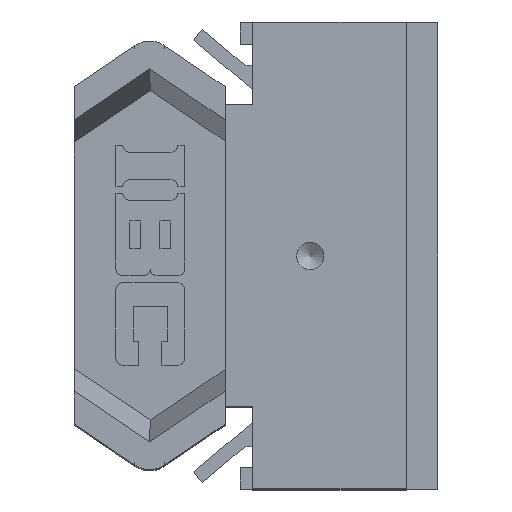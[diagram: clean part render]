
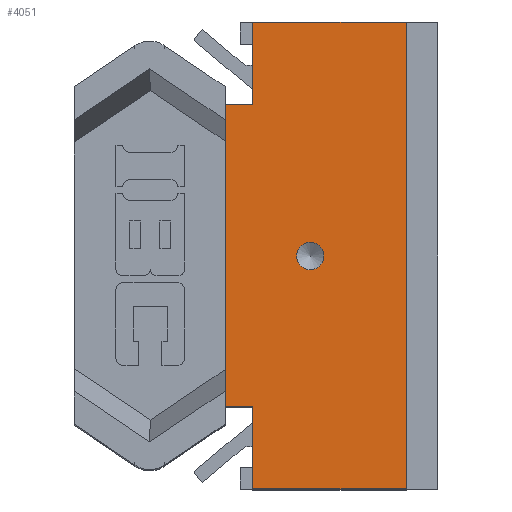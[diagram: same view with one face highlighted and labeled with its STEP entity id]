
A CAD part, left-side view. The second image highlights one B-rep face of the part: STEP entity #4051.
In plain terms, the highlighted face is planar.
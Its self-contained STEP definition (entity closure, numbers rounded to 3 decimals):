
#1727=CARTESIAN_POINT('',(5.5,-2.647,2.));
#1728=VERTEX_POINT('',#1727);
#1735=CARTESIAN_POINT('',(5.43,-2.751,2.));
#1736=VERTEX_POINT('',#1735);
#1737=CARTESIAN_POINT('',(5.5,-2.647,2.));
#1738=DIRECTION('',(-0.559,-0.829,0.));
#1739=VECTOR('',#1738,0.125);
#1740=LINE('',#1737,#1739);
#1741=EDGE_CURVE('',#1728,#1736,#1740,.T.);
#1987=CARTESIAN_POINT('',(-5.431,-2.751,2.));
#1988=VERTEX_POINT('',#1987);
#1995=CARTESIAN_POINT('',(-5.5,-2.649,2.));
#1996=VERTEX_POINT('',#1995);
#1997=CARTESIAN_POINT('',(-5.431,-2.751,2.));
#1998=DIRECTION('',(-0.559,0.829,0.));
#1999=VECTOR('',#1998,0.123);
#2000=LINE('',#1997,#1999);
#2001=EDGE_CURVE('',#1988,#1996,#2000,.T.);
#3689=CARTESIAN_POINT('',(-4.164,-2.751,2.0));
#3690=VERTEX_POINT('',#3689);
#3691=CARTESIAN_POINT('',(4.159,-2.751,2.0));
#3692=VERTEX_POINT('',#3691);
#3693=CARTESIAN_POINT('',(-4.164,-2.751,2.0));
#3694=DIRECTION('',(1.0,0.0,0.0));
#3695=VECTOR('',#3694,8.323);
#3696=LINE('',#3693,#3695);
#3697=EDGE_CURVE('',#3690,#3692,#3696,.T.);
#3815=CARTESIAN_POINT('',(-0.477,-5.851,1.999));
#3816=VERTEX_POINT('',#3815);
#3817=CARTESIAN_POINT('',(0.023,-5.851,1.999));
#3818=DIRECTION('',(0.0,0.,1.));
#3819=DIRECTION('',(-1.0,0.0,0.0));
#3820=AXIS2_PLACEMENT_3D('',#3817,#3818,#3819);
#3821=CIRCLE('',#3820,0.5);
#3822=EDGE_CURVE('',#3816,#3816,#3821,.T.);
#3832=CARTESIAN_POINT('',(-5.5,-3.751,2.));
#3833=VERTEX_POINT('',#3832);
#3842=CARTESIAN_POINT('',(-8.5,-3.751,2.));
#3843=VERTEX_POINT('',#3842);
#3844=CARTESIAN_POINT('',(-5.5,-3.751,2.));
#3845=DIRECTION('',(-1.0,0.0,0.0));
#3846=VECTOR('',#3845,3.);
#3847=LINE('',#3844,#3846);
#3848=EDGE_CURVE('',#3833,#3843,#3847,.T.);
#3874=CARTESIAN_POINT('',(5.5,-3.751,2.));
#3875=VERTEX_POINT('',#3874);
#3890=CARTESIAN_POINT('',(8.5,-3.751,2.));
#3891=VERTEX_POINT('',#3890);
#3898=CARTESIAN_POINT('',(8.5,-3.751,2.));
#3899=DIRECTION('',(-1.0,0.0,0.0));
#3900=VECTOR('',#3899,3.0);
#3901=LINE('',#3898,#3900);
#3902=EDGE_CURVE('',#3891,#3875,#3901,.T.);
#3914=CARTESIAN_POINT('',(8.5,-9.351,1.997));
#3915=VERTEX_POINT('',#3914);
#3922=CARTESIAN_POINT('',(8.5,-3.751,2.));
#3923=DIRECTION('',(0.0,-1.,0.));
#3924=VECTOR('',#3923,5.6);
#3925=LINE('',#3922,#3924);
#3926=EDGE_CURVE('',#3891,#3915,#3925,.T.);
#3943=CARTESIAN_POINT('',(-8.5,-9.351,1.997));
#3944=VERTEX_POINT('',#3943);
#3960=CARTESIAN_POINT('',(-8.5,-3.751,2.));
#3961=DIRECTION('',(0.0,-1.,0.));
#3962=VECTOR('',#3961,5.6);
#3963=LINE('',#3960,#3962);
#3964=EDGE_CURVE('',#3843,#3944,#3963,.T.);
#3982=CARTESIAN_POINT('',(8.5,-9.351,1.997));
#3983=DIRECTION('',(-1.0,0.0,0.0));
#3984=VECTOR('',#3983,17.0);
#3985=LINE('',#3982,#3984);
#3986=EDGE_CURVE('',#3915,#3944,#3985,.T.);
#3997=CARTESIAN_POINT('',(5.5,-3.751,2.));
#3998=DIRECTION('',(0.0,1.,0.));
#3999=VECTOR('',#3998,1.103);
#4000=LINE('',#3997,#3999);
#4001=EDGE_CURVE('',#3875,#1728,#4000,.T.);
#4014=CARTESIAN_POINT('',(5.5,-2.751,2.));
#4015=DIRECTION('',(0.,0.,-1.));
#4016=DIRECTION('',(-1.0,0.0,0.0));
#4017=AXIS2_PLACEMENT_3D('',#4014,#4015,#4016);
#4018=PLANE('',#4017);
#4019=CARTESIAN_POINT('',(-5.5,-3.751,2.));
#4020=DIRECTION('',(0.0,1.,0.));
#4021=VECTOR('',#4020,1.102);
#4022=LINE('',#4019,#4021);
#4023=EDGE_CURVE('',#3833,#1996,#4022,.T.);
#4024=ORIENTED_EDGE('',*,*,#4023,.T.);
#4025=ORIENTED_EDGE('',*,*,#2001,.F.);
#4026=CARTESIAN_POINT('',(-4.164,-2.751,2.));
#4027=DIRECTION('',(-1.0,0.0,0.0));
#4028=VECTOR('',#4027,1.268);
#4029=LINE('',#4026,#4028);
#4030=EDGE_CURVE('',#3690,#1988,#4029,.T.);
#4031=ORIENTED_EDGE('',*,*,#4030,.F.);
#4032=ORIENTED_EDGE('',*,*,#3697,.T.);
#4033=CARTESIAN_POINT('',(5.43,-2.751,2.));
#4034=DIRECTION('',(-1.0,0.0,0.0));
#4035=VECTOR('',#4034,1.271);
#4036=LINE('',#4033,#4035);
#4037=EDGE_CURVE('',#1736,#3692,#4036,.T.);
#4038=ORIENTED_EDGE('',*,*,#4037,.F.);
#4039=ORIENTED_EDGE('',*,*,#1741,.F.);
#4040=ORIENTED_EDGE('',*,*,#4001,.F.);
#4041=ORIENTED_EDGE('',*,*,#3902,.F.);
#4042=ORIENTED_EDGE('',*,*,#3926,.T.);
#4043=ORIENTED_EDGE('',*,*,#3986,.T.);
#4044=ORIENTED_EDGE('',*,*,#3964,.F.);
#4045=ORIENTED_EDGE('',*,*,#3848,.F.);
#4046=EDGE_LOOP('',(#4024,#4025,#4031,#4032,#4038,#4039,#4040,#4041,#4042,#4043,#4044,#4045));
#4047=FACE_OUTER_BOUND('',#4046,.T.);
#4048=ORIENTED_EDGE('',*,*,#3822,.T.);
#4049=EDGE_LOOP('',(#4048));
#4050=FACE_BOUND('',#4049,.T.);
#4051=ADVANCED_FACE('',(#4047,#4050),#4018,.T.);
